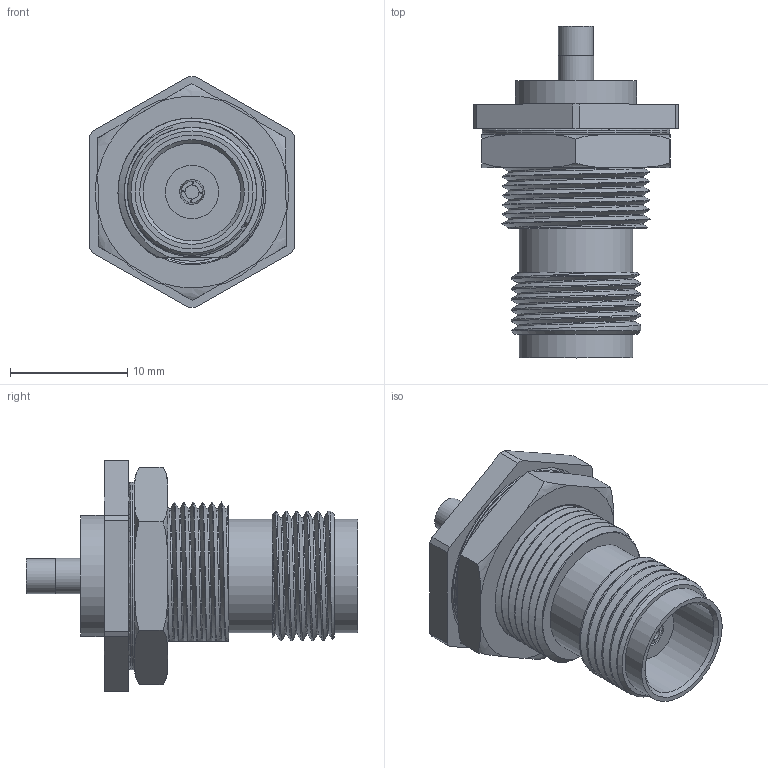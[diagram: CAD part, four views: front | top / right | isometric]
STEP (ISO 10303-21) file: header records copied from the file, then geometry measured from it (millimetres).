
FILE_DESCRIPTION(/* description */ ('Unknown'),/* implementation_level */ '2;1');
FILE_NAME(/* name */ '67025522510420',/* time_stamp */ '2025-06-10T14:24:02+02:00',/* author */ ('Unknown'),/* organization */ ('Unknown'),/* preprocessor_version */ 'ST-DEVELOPER v19.4',/* originating_system */ 'Solid Edge',/* authorisation */ 'Unknown');
FILE_SCHEMA (('AUTOMOTIVE_DESIGN {1 0 10303 214 3 1 1}'));
Length unit declared in the file: millimetre
Products named in the file (1): Pièce3
Bounding box: 17.5 x 28.25 x 19.65 mm (x, y, z)
Volume: 2450.2 mm3; surface area: 2929.1 mm2
Topology: 1 solids, 1 shells, 438 faces, 1237 edges, 774 vertices
Faces by surface type: plane 189, cylinder 120, cone 86, bspline 26, torus 17
Full cylindrical faces by diameter (mm): 0.3 x1, 0.4 x1, 0.88 x1, 0.95 x1, 1 x1, 1.2 x1, 1.45 x2, 1.5 x1, 2 x1, 2.1 x1, 3 x2, 4.56 x1, 8.3 x2, 9.45 x1, 9.7 x2, 10.3 x1, 12.6 x1, 16 x2, 16.5 x1
Entity records: 32349 total; most frequent: CARTESIAN_POINT 18521, ORIENTED_EDGE 2354, DIRECTION 2120, EDGE_CURVE 1177, AXIS2_PLACEMENT_3D 841, VERTEX_POINT 751, FACE_BOUND 536, EDGE_LOOP 535
